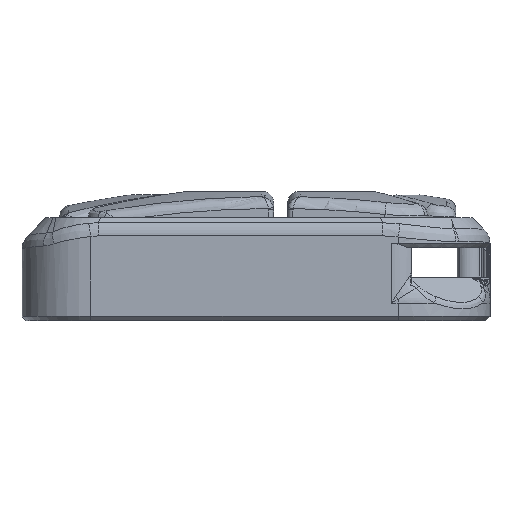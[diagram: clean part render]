
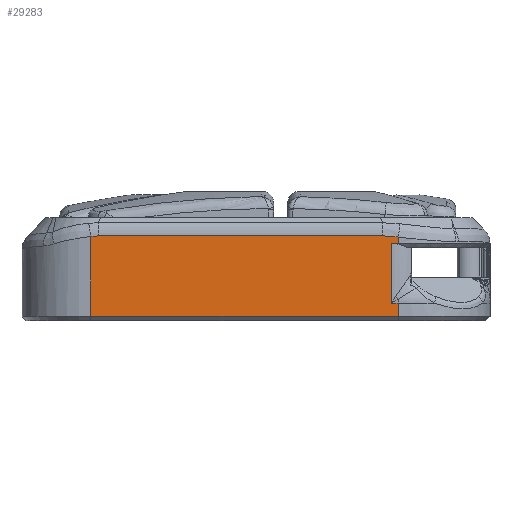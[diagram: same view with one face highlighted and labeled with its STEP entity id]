
A CAD part, left-side view. The second image highlights one B-rep face of the part: STEP entity #29283.
In plain terms, the highlighted planar face has unit normal (-1, 0, 0).
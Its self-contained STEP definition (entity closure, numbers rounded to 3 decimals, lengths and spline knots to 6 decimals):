
#1279=B_SPLINE_CURVE_WITH_KNOTS('',3,(#44742,#44743,#44744,#44745),
 .UNSPECIFIED.,.F.,.F.,(4,4),(0.,0.001428),.UNSPECIFIED.);
#1549=B_SPLINE_CURVE_WITH_KNOTS('',3,(#48533,#48534,#48535,#48536),
 .UNSPECIFIED.,.F.,.F.,(4,4),(0.,0.003407),.UNSPECIFIED.);
#1550=B_SPLINE_CURVE_WITH_KNOTS('',3,(#48540,#48541,#48542,#48543),
 .UNSPECIFIED.,.F.,.F.,(4,4),(0.,0.001623),.UNSPECIFIED.);
#1551=B_SPLINE_CURVE_WITH_KNOTS('',3,(#48547,#48548,#48549,#48550),
 .UNSPECIFIED.,.F.,.F.,(4,4),(0.,0.001419),.UNSPECIFIED.);
#6295=ORIENTED_EDGE('',*,*,#14430,.F.);
#6296=ORIENTED_EDGE('',*,*,#14431,.T.);
#6297=ORIENTED_EDGE('',*,*,#14432,.T.);
#6298=ORIENTED_EDGE('',*,*,#14433,.T.);
#6299=ORIENTED_EDGE('',*,*,#14434,.T.);
#6300=ORIENTED_EDGE('',*,*,#14232,.T.);
#6301=ORIENTED_EDGE('',*,*,#14435,.F.);
#6302=ORIENTED_EDGE('',*,*,#14436,.T.);
#6303=ORIENTED_EDGE('',*,*,#13175,.T.);
#6304=ORIENTED_EDGE('',*,*,#13202,.T.);
#13175=EDGE_CURVE('',#17490,#17489,#20359,.F.);
#13202=EDGE_CURVE('',#17489,#17512,#1279,.T.);
#14232=EDGE_CURVE('',#18397,#18396,#20728,.T.);
#14430=EDGE_CURVE('',#18544,#17512,#20832,.T.);
#14431=EDGE_CURVE('',#18544,#18545,#1549,.T.);
#14432=EDGE_CURVE('',#18545,#18546,#20833,.T.);
#14433=EDGE_CURVE('',#18546,#18547,#1550,.T.);
#14434=EDGE_CURVE('',#18547,#18397,#20834,.T.);
#14435=EDGE_CURVE('',#18305,#18396,#20835,.T.);
#14436=EDGE_CURVE('',#18305,#17490,#1551,.T.);
#17489=VERTEX_POINT('',#44586);
#17490=VERTEX_POINT('',#44588);
#17512=VERTEX_POINT('',#44741);
#18305=VERTEX_POINT('',#47448);
#18396=VERTEX_POINT('',#48035);
#18397=VERTEX_POINT('',#48039);
#18544=VERTEX_POINT('',#48532);
#18545=VERTEX_POINT('',#48537);
#18546=VERTEX_POINT('',#48539);
#18547=VERTEX_POINT('',#48544);
#20359=LINE('',#44587,#22587);
#20728=LINE('',#48040,#22956);
#20832=LINE('',#48531,#23060);
#20833=LINE('',#48538,#23061);
#20834=LINE('',#48545,#23062);
#20835=LINE('',#48546,#23063);
#22587=VECTOR('',#34651,1.);
#22956=VECTOR('',#36058,1.);
#23060=VECTOR('',#36398,1.);
#23061=VECTOR('',#36399,1.);
#23062=VECTOR('',#36400,1.);
#23063=VECTOR('',#36401,1.);
#24976=EDGE_LOOP('',(#6295,#6296,#6297,#6298,#6299,#6300,#6301,#6302,#6303,
#6304));
#26775=FACE_BOUND('',#24976,.T.);
#28261=PLANE('',#31687);
#29283=ADVANCED_FACE('',(#26775),#28261,.F.);
#31687=AXIS2_PLACEMENT_3D('',#48530,#36396,#36397);
#34651=DIRECTION('',(0.,0.,-1.));
#36058=DIRECTION('',(0.,-1.,0.));
#36396=DIRECTION('',(1.,0.,0.));
#36397=DIRECTION('',(0.,1.,0.));
#36398=DIRECTION('',(0.,0.,-1.));
#36399=DIRECTION('',(0.,1.,0.));
#36400=DIRECTION('',(0.,0.,-1.));
#36401=DIRECTION('',(0.,0.,-1.));
#44586=CARTESIAN_POINT('',(-0.04515,-0.032173,0.01476));
#44587=CARTESIAN_POINT('',(-0.04515,-0.032173,0.0128));
#44588=CARTESIAN_POINT('',(-0.04515,-0.032173,0.001642));
#44741=CARTESIAN_POINT('',(-0.04515,-0.0336,0.014709));
#44742=CARTESIAN_POINT('',(-0.04515,-0.032173,0.01476));
#44743=CARTESIAN_POINT('',(-0.04515,-0.032648,0.014726));
#44744=CARTESIAN_POINT('',(-0.04515,-0.033124,0.014709));
#44745=CARTESIAN_POINT('',(-0.04515,-0.0336,0.014709));
#47448=CARTESIAN_POINT('',(-0.04515,-0.0336,0.001715));
#48035=CARTESIAN_POINT('',(-0.04515,-0.0336,-0.0012));
#48039=CARTESIAN_POINT('',(-0.04515,0.03325,-0.0012));
#48040=CARTESIAN_POINT('',(-0.04515,-0.0336,-0.0012));
#48530=CARTESIAN_POINT('',(-0.04515,-0.002075,0.0203));
#48531=CARTESIAN_POINT('',(-0.04515,-0.0336,0.0203));
#48532=CARTESIAN_POINT('',(-0.04515,-0.0336,0.016079));
#48533=CARTESIAN_POINT('',(-0.04515,-0.0336,0.016079));
#48534=CARTESIAN_POINT('',(-0.04515,-0.032475,0.016254));
#48535=CARTESIAN_POINT('',(-0.04515,-0.031343,0.016346));
#48536=CARTESIAN_POINT('',(-0.04515,-0.030203,0.016346));
#48537=CARTESIAN_POINT('',(-0.04515,-0.030203,0.016346));
#48538=CARTESIAN_POINT('',(-0.04515,0.03206,0.016346));
#48539=CARTESIAN_POINT('',(-0.04515,0.031633,0.016346));
#48540=CARTESIAN_POINT('',(-0.04515,0.031633,0.016346));
#48541=CARTESIAN_POINT('',(-0.04515,0.032176,0.016346));
#48542=CARTESIAN_POINT('',(-0.04515,0.032715,0.016297));
#48543=CARTESIAN_POINT('',(-0.04515,0.03325,0.016206));
#48544=CARTESIAN_POINT('',(-0.04515,0.03325,0.016206));
#48545=CARTESIAN_POINT('',(-0.04515,0.03325,0.0203));
#48546=CARTESIAN_POINT('',(-0.04515,-0.0336,0.0203));
#48547=CARTESIAN_POINT('',(-0.04515,-0.0336,0.001715));
#48548=CARTESIAN_POINT('',(-0.04515,-0.03312,0.001715));
#48549=CARTESIAN_POINT('',(-0.04515,-0.032644,0.00169));
#48550=CARTESIAN_POINT('',(-0.04515,-0.032173,0.001642));
